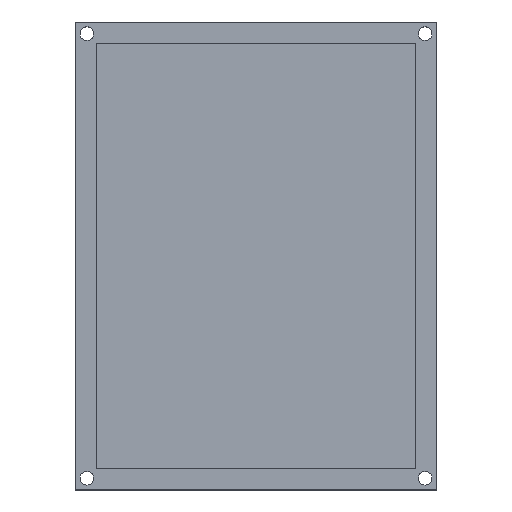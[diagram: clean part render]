
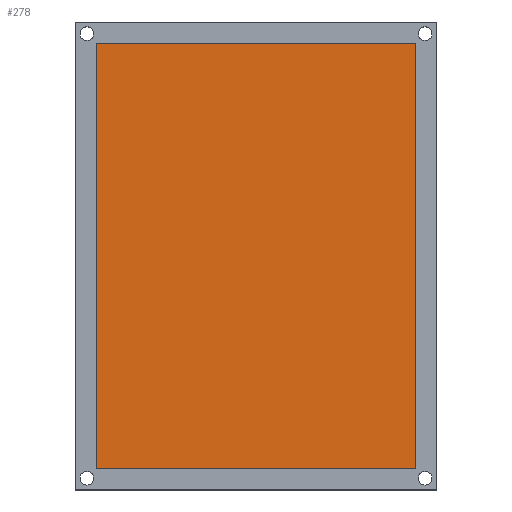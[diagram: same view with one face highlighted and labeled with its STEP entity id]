
A CAD part, top view. The second image highlights one B-rep face of the part: STEP entity #278.
In plain terms, the highlighted planar face has unit normal (0, 0, 1).
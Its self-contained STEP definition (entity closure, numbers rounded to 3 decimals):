
#24=PLANE('',#315);
#39=FACE_OUTER_BOUND('',#54,.T.);
#54=EDGE_LOOP('',(#214,#215,#216,#217));
#78=LINE('',#430,#106);
#79=LINE('',#432,#107);
#80=LINE('',#434,#108);
#81=LINE('',#435,#109);
#106=VECTOR('',#358,10.);
#107=VECTOR('',#359,10.);
#108=VECTOR('',#360,10.);
#109=VECTOR('',#361,10.);
#146=VERTEX_POINT('',#428);
#147=VERTEX_POINT('',#429);
#148=VERTEX_POINT('',#431);
#149=VERTEX_POINT('',#433);
#174=EDGE_CURVE('',#146,#147,#78,.T.);
#175=EDGE_CURVE('',#148,#146,#79,.T.);
#176=EDGE_CURVE('',#149,#148,#80,.T.);
#177=EDGE_CURVE('',#147,#149,#81,.T.);
#214=ORIENTED_EDGE('',*,*,#174,.F.);
#215=ORIENTED_EDGE('',*,*,#175,.F.);
#216=ORIENTED_EDGE('',*,*,#176,.F.);
#217=ORIENTED_EDGE('',*,*,#177,.F.);
#278=ADVANCED_FACE('',(#39),#24,.T.);
#315=AXIS2_PLACEMENT_3D('',#427,#356,#357);
#356=DIRECTION('center_axis',(0.,0.,1.));
#357=DIRECTION('ref_axis',(1.,0.,0.));
#358=DIRECTION('',(-1.,0.,0.));
#359=DIRECTION('',(0.,-1.,0.));
#360=DIRECTION('',(1.,0.,0.));
#361=DIRECTION('',(0.,1.,0.));
#427=CARTESIAN_POINT('Origin',(68.522,-105.902,3.));
#428=CARTESIAN_POINT('',(106.047,-155.927,3.));
#429=CARTESIAN_POINT('',(30.997,-155.927,3.));
#430=CARTESIAN_POINT('',(87.285,-155.927,3.));
#431=CARTESIAN_POINT('',(106.047,-55.877,3.));
#432=CARTESIAN_POINT('',(106.047,-80.89,3.));
#433=CARTESIAN_POINT('',(30.997,-55.877,3.));
#434=CARTESIAN_POINT('',(49.76,-55.877,3.));
#435=CARTESIAN_POINT('',(30.997,-130.915,3.));
